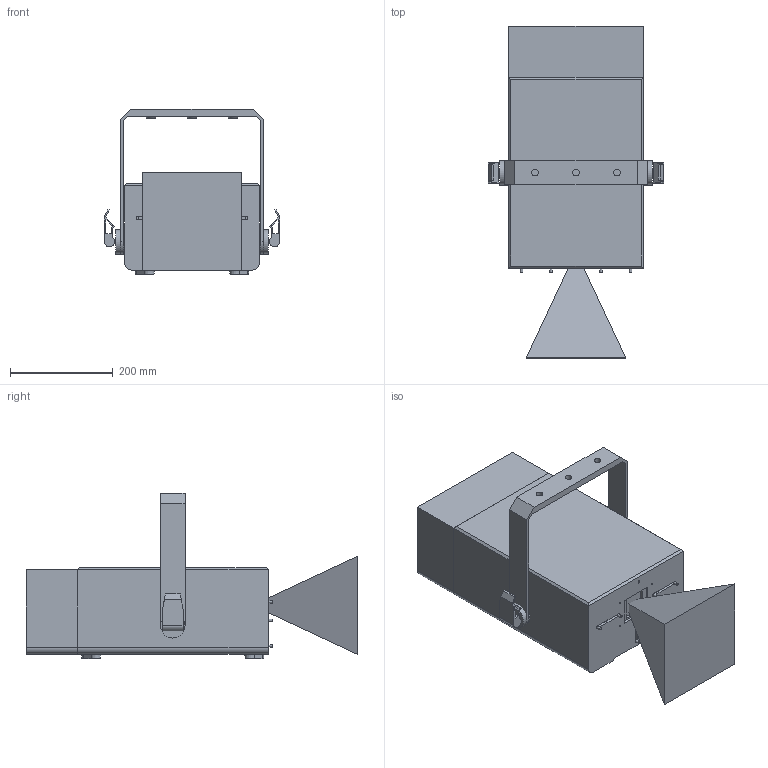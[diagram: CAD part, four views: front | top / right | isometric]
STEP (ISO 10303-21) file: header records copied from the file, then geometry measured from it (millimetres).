
FILE_DESCRIPTION(/* description */ (''),/* implementation_level */ '2;1');
FILE_NAME(/* name */ 'KVANT Clubmax 24 IP65.step',/* time_stamp */ '2024-09-21T12:47:55-07:00',/* author */ (''),/* organization */ (''),/* preprocessor_version */ 'ST-DEVELOPER v20',/* originating_system */ 'Autodesk Translation Framework v13.20.0.188',/* authorisation */ '');
FILE_SCHEMA (('AUTOMOTIVE_DESIGN { 1 0 10303 214 3 1 1 }'));
Length unit declared in the file: millimetre
Products named in the file (3): CM24 IP65; Yoke; Cams / Clamps
Assembly tree (2 placements, depth 2):
  CM24 IP65
    Yoke
    Cams / Clamps
Bounding box: 341.6 x 647 x 322.3 mm (x, y, z)
Volume: 8372731.1 mm3; surface area: 1221879.9 mm2
Topology: 7 solids, 7 shells, 243 faces, 568 edges, 376 vertices
Faces by surface type: plane 178, cylinder 46, cone 19
Full cylindrical faces by diameter (mm): 3.2 x4, 5 x7, 9.2 x4, 11 x1, 13 x3, 42 x2, 48 x2
Entity records: 7047 total; most frequent: DIRECTION 1194, CARTESIAN_POINT 1192, ORIENTED_EDGE 1136, EDGE_CURVE 568, LINE 438, VECTOR 438, AXIS2_PLACEMENT_3D 378, VERTEX_POINT 376
